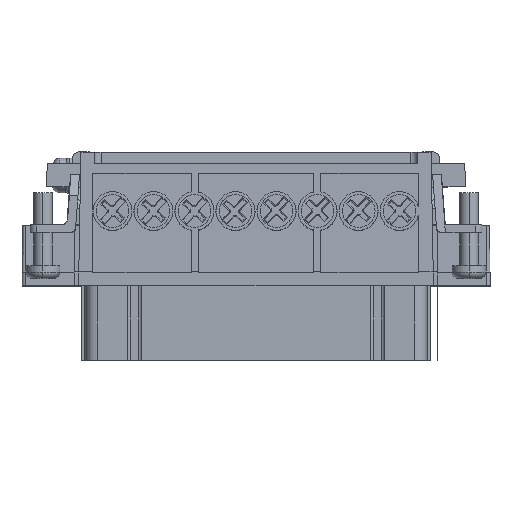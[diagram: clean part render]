
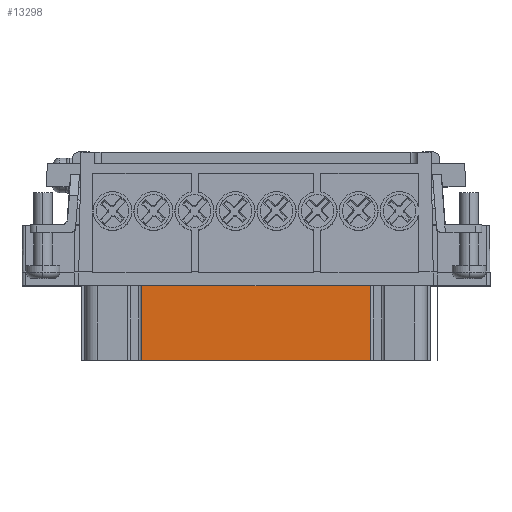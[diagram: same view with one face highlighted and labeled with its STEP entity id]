
A CAD part, top view. The second image highlights one B-rep face of the part: STEP entity #13298.
In plain terms, the highlighted planar face has unit normal (0, 0, 1).
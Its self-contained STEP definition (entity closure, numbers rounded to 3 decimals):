
#2450 = VECTOR ( 'NONE', #23666, 1000. ) ;
#3548 = VERTEX_POINT ( 'NONE', #23882 ) ;
#3558 = CARTESIAN_POINT ( 'NONE',  ( -24.5, -13.66, 8.8 ) ) ;
#4809 = ORIENTED_EDGE ( 'NONE', *, *, #8964, .T. ) ;
#4842 = AXIS2_PLACEMENT_3D ( 'NONE', #37563, #37704, #17418 ) ;
#5142 = DIRECTION ( 'NONE',  ( 0., 1., 0. ) ) ;
#6702 = EDGE_LOOP ( 'NONE', ( #40490, #4809, #22962, #27914 ) ) ;
#8964 = EDGE_CURVE ( 'NONE', #32979, #3548, #38609, .T. ) ;
#13018 = CARTESIAN_POINT ( 'NONE',  ( -17.67, -13.66, 8.8 ) ) ;
#13039 = CARTESIAN_POINT ( 'NONE',  ( 17.67, -2.15, 8.8 ) ) ;
#13298 = ADVANCED_FACE ( 'NONE', ( #36621 ), #17269, .T. ) ;
#13668 = LINE ( 'NONE', #25580, #21668 ) ;
#17005 = CARTESIAN_POINT ( 'NONE',  ( 17.67, -2.15, 8.8 ) ) ;
#17269 = PLANE ( 'NONE',  #4842 ) ;
#17418 = DIRECTION ( 'NONE',  ( 1., 0., 0. ) ) ;
#18419 = VECTOR ( 'NONE', #30902, 1000. ) ;
#19147 = EDGE_CURVE ( 'NONE', #24688, #39897, #26387, .T. ) ;
#20273 = CARTESIAN_POINT ( 'NONE',  ( -24.5, -2.15, 8.8 ) ) ;
#21668 = VECTOR ( 'NONE', #5142, 1000. ) ;
#22962 = ORIENTED_EDGE ( 'NONE', *, *, #25924, .F. ) ;
#23666 = DIRECTION ( 'NONE',  ( -1., 0., 0. ) ) ;
#23882 = CARTESIAN_POINT ( 'NONE',  ( -17.67, -2.15, 8.8 ) ) ;
#24688 = VERTEX_POINT ( 'NONE', #42421 ) ;
#25580 = CARTESIAN_POINT ( 'NONE',  ( -17.67, -2.15, 8.8 ) ) ;
#25924 = EDGE_CURVE ( 'NONE', #39897, #3548, #13668, .T. ) ;
#26387 = LINE ( 'NONE', #3558, #18419 ) ;
#27914 = ORIENTED_EDGE ( 'NONE', *, *, #19147, .F. ) ;
#29477 = VECTOR ( 'NONE', #36815, 1000. ) ;
#30902 = DIRECTION ( 'NONE',  ( -1., 0., 0. ) ) ;
#32979 = VERTEX_POINT ( 'NONE', #17005 ) ;
#34370 = EDGE_CURVE ( 'NONE', #32979, #24688, #38513, .T. ) ;
#36621 = FACE_OUTER_BOUND ( 'NONE', #6702, .T. ) ;
#36815 = DIRECTION ( 'NONE',  ( 0., -1., 0. ) ) ;
#37563 = CARTESIAN_POINT ( 'NONE',  ( -24.5, -2.15, 8.8 ) ) ;
#37704 = DIRECTION ( 'NONE',  ( 0., 0., 1. ) ) ;
#38513 = LINE ( 'NONE', #13039, #29477 ) ;
#38609 = LINE ( 'NONE', #20273, #2450 ) ;
#39897 = VERTEX_POINT ( 'NONE', #13018 ) ;
#40490 = ORIENTED_EDGE ( 'NONE', *, *, #34370, .F. ) ;
#42421 = CARTESIAN_POINT ( 'NONE',  ( 17.67, -13.66, 8.8 ) ) ;
